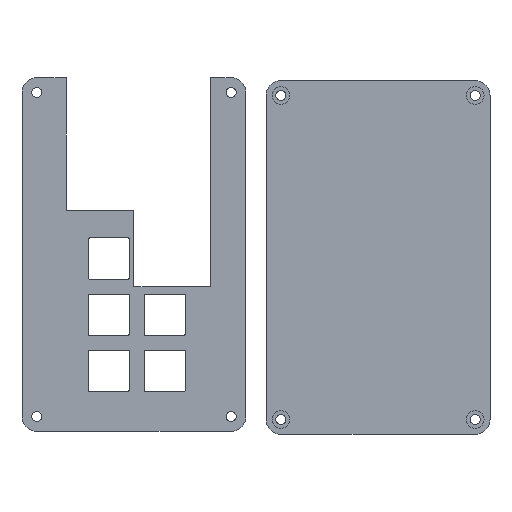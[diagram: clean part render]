
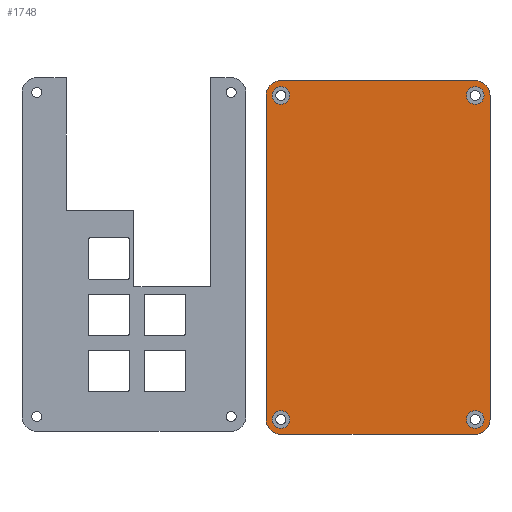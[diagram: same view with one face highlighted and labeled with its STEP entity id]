
A CAD part, front view. The second image highlights one B-rep face of the part: STEP entity #1748.
In plain terms, the highlighted planar face has unit normal (0, -1, 0).
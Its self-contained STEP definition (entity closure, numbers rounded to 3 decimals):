
#45=FACE_BOUND('',#297,.T.);
#46=FACE_BOUND('',#298,.T.);
#47=FACE_BOUND('',#299,.T.);
#48=FACE_BOUND('',#300,.T.);
#98=PLANE('',#1930);
#184=FACE_OUTER_BOUND('',#296,.T.);
#296=EDGE_LOOP('',(#1591,#1592,#1593,#1594,#1595,#1596,#1597,#1598));
#297=EDGE_LOOP('',(#1599));
#298=EDGE_LOOP('',(#1600));
#299=EDGE_LOOP('',(#1601));
#300=EDGE_LOOP('',(#1602));
#445=LINE('',#2857,#611);
#454=LINE('',#2877,#620);
#456=LINE('',#2883,#622);
#474=LINE('',#2936,#640);
#611=VECTOR('',#2336,10.);
#620=VECTOR('',#2355,10.);
#622=VECTOR('',#2363,10.);
#640=VECTOR('',#2423,10.);
#702=CIRCLE('',#1891,5.);
#710=CIRCLE('',#1902,5.);
#711=CIRCLE('',#1904,5.);
#712=CIRCLE('',#1907,5.);
#714=CIRCLE('',#1917,3.);
#716=CIRCLE('',#1920,3.);
#718=CIRCLE('',#1923,3.);
#720=CIRCLE('',#1926,3.);
#843=VERTEX_POINT('',#2812);
#844=VERTEX_POINT('',#2814);
#863=VERTEX_POINT('',#2856);
#864=VERTEX_POINT('',#2860);
#865=VERTEX_POINT('',#2864);
#866=VERTEX_POINT('',#2866);
#869=VERTEX_POINT('',#2875);
#870=VERTEX_POINT('',#2879);
#878=VERTEX_POINT('',#2911);
#880=VERTEX_POINT('',#2917);
#882=VERTEX_POINT('',#2923);
#884=VERTEX_POINT('',#2929);
#1065=EDGE_CURVE('',#843,#844,#702,.T.);
#1086=EDGE_CURVE('',#863,#844,#445,.T.);
#1088=EDGE_CURVE('',#863,#864,#710,.T.);
#1091=EDGE_CURVE('',#865,#866,#711,.T.);
#1097=EDGE_CURVE('',#865,#869,#454,.T.);
#1099=EDGE_CURVE('',#870,#869,#712,.T.);
#1100=EDGE_CURVE('',#870,#864,#456,.T.);
#1115=EDGE_CURVE('',#878,#878,#714,.T.);
#1118=EDGE_CURVE('',#880,#880,#716,.T.);
#1121=EDGE_CURVE('',#882,#882,#718,.T.);
#1124=EDGE_CURVE('',#884,#884,#720,.T.);
#1126=EDGE_CURVE('',#843,#866,#474,.T.);
#1591=ORIENTED_EDGE('',*,*,#1065,.F.);
#1592=ORIENTED_EDGE('',*,*,#1126,.T.);
#1593=ORIENTED_EDGE('',*,*,#1091,.F.);
#1594=ORIENTED_EDGE('',*,*,#1097,.T.);
#1595=ORIENTED_EDGE('',*,*,#1099,.F.);
#1596=ORIENTED_EDGE('',*,*,#1100,.T.);
#1597=ORIENTED_EDGE('',*,*,#1088,.F.);
#1598=ORIENTED_EDGE('',*,*,#1086,.T.);
#1599=ORIENTED_EDGE('',*,*,#1124,.F.);
#1600=ORIENTED_EDGE('',*,*,#1121,.F.);
#1601=ORIENTED_EDGE('',*,*,#1115,.F.);
#1602=ORIENTED_EDGE('',*,*,#1118,.F.);
#1748=ADVANCED_FACE('',(#184,#45,#46,#47,#48),#98,.F.);
#1891=AXIS2_PLACEMENT_3D('',#2815,#2303,#2304);
#1902=AXIS2_PLACEMENT_3D('',#2861,#2340,#2341);
#1904=AXIS2_PLACEMENT_3D('',#2867,#2346,#2347);
#1907=AXIS2_PLACEMENT_3D('',#2881,#2359,#2360);
#1917=AXIS2_PLACEMENT_3D('',#2913,#2393,#2394);
#1920=AXIS2_PLACEMENT_3D('',#2919,#2400,#2401);
#1923=AXIS2_PLACEMENT_3D('',#2925,#2407,#2408);
#1926=AXIS2_PLACEMENT_3D('',#2931,#2414,#2415);
#1930=AXIS2_PLACEMENT_3D('',#2937,#2424,#2425);
#2303=DIRECTION('center_axis',(0.,1.,0.));
#2304=DIRECTION('ref_axis',(0.707,0.,-0.707));
#2336=DIRECTION('',(1.,0.,0.));
#2340=DIRECTION('center_axis',(0.,1.,0.));
#2341=DIRECTION('ref_axis',(-0.707,0.,-0.707));
#2346=DIRECTION('center_axis',(0.,1.,0.));
#2347=DIRECTION('ref_axis',(0.707,0.,0.707));
#2355=DIRECTION('',(-1.,0.,0.));
#2359=DIRECTION('center_axis',(0.,1.,0.));
#2360=DIRECTION('ref_axis',(-0.707,0.,0.707));
#2363=DIRECTION('',(0.,0.,-1.));
#2393=DIRECTION('center_axis',(0.,-1.,0.));
#2394=DIRECTION('ref_axis',(1.,0.,0.));
#2400=DIRECTION('center_axis',(0.,-1.,0.));
#2401=DIRECTION('ref_axis',(1.,0.,0.));
#2407=DIRECTION('center_axis',(0.,-1.,0.));
#2408=DIRECTION('ref_axis',(1.,0.,0.));
#2414=DIRECTION('center_axis',(0.,-1.,0.));
#2415=DIRECTION('ref_axis',(1.,0.,0.));
#2423=DIRECTION('',(0.,0.,1.));
#2424=DIRECTION('center_axis',(0.,1.,0.));
#2425=DIRECTION('ref_axis',(1.,0.,0.));
#2812=CARTESIAN_POINT('',(80.577,0.,-38.05));
#2814=CARTESIAN_POINT('',(75.577,0.,-43.05));
#2815=CARTESIAN_POINT('Origin',(75.577,0.,-38.05));
#2856=CARTESIAN_POINT('',(9.577,0.,-43.05));
#2857=CARTESIAN_POINT('',(4.577,0.,-43.05));
#2860=CARTESIAN_POINT('',(4.577,0.,-38.05));
#2861=CARTESIAN_POINT('Origin',(9.577,0.,-38.05));
#2864=CARTESIAN_POINT('',(75.577,0.,76.95));
#2866=CARTESIAN_POINT('',(80.577,0.,71.95));
#2867=CARTESIAN_POINT('Origin',(75.577,0.,71.95));
#2875=CARTESIAN_POINT('',(9.577,0.,76.95));
#2877=CARTESIAN_POINT('',(80.577,0.,76.95));
#2879=CARTESIAN_POINT('',(4.577,0.,71.95));
#2881=CARTESIAN_POINT('Origin',(9.577,0.,71.95));
#2883=CARTESIAN_POINT('',(4.577,0.,76.95));
#2911=CARTESIAN_POINT('',(72.577,0.,71.95));
#2913=CARTESIAN_POINT('Origin',(75.577,0.,71.95));
#2917=CARTESIAN_POINT('',(6.577,0.,71.95));
#2919=CARTESIAN_POINT('Origin',(9.577,0.,71.95));
#2923=CARTESIAN_POINT('',(6.577,0.,-38.05));
#2925=CARTESIAN_POINT('Origin',(9.577,0.,-38.05));
#2929=CARTESIAN_POINT('',(72.577,0.,-38.05));
#2931=CARTESIAN_POINT('Origin',(75.577,0.,-38.05));
#2936=CARTESIAN_POINT('',(80.577,0.,-43.05));
#2937=CARTESIAN_POINT('Origin',(42.577,0.,16.95));
